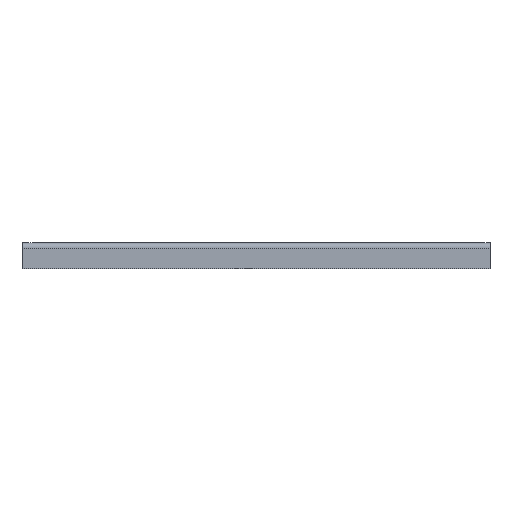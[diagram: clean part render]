
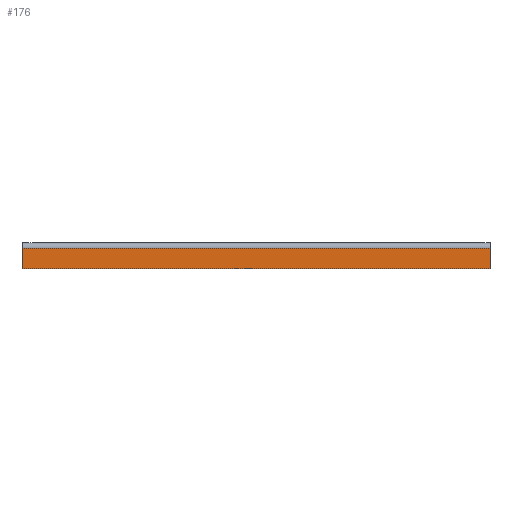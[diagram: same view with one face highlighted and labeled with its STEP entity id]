
A CAD part, front view. The second image highlights one B-rep face of the part: STEP entity #176.
In plain terms, the highlighted planar face has unit normal (0, -1, 0).
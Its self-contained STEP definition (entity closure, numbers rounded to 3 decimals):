
#11 = EDGE_CURVE ( 'NONE', #280, #689, #127, .T. ) ;
#24 = DIRECTION ( 'NONE',  ( 1., 0., 0. ) ) ;
#127 = LINE ( 'NONE', #615, #1014 ) ;
#151 = LINE ( 'NONE', #564, #503 ) ;
#166 = CARTESIAN_POINT ( 'NONE',  ( -225., -52.5, -5. ) ) ;
#176 = ADVANCED_FACE ( 'NONE', ( #674 ), #1013, .F. ) ;
#199 = CARTESIAN_POINT ( 'NONE',  ( 225., -52.5, -5. ) ) ;
#217 = DIRECTION ( 'NONE',  ( 0., 0., 1. ) ) ;
#280 = VERTEX_POINT ( 'NONE', #166 ) ;
#327 = VECTOR ( 'NONE', #24, 1000. ) ;
#334 = CARTESIAN_POINT ( 'NONE',  ( 225., -52.5, -25. ) ) ;
#415 = EDGE_CURVE ( 'NONE', #652, #789, #822, .T. ) ;
#426 = ORIENTED_EDGE ( 'NONE', *, *, #11, .T. ) ;
#477 = ORIENTED_EDGE ( 'NONE', *, *, #753, .T. ) ;
#483 = ORIENTED_EDGE ( 'NONE', *, *, #508, .T. ) ;
#503 = VECTOR ( 'NONE', #727, 1000. ) ;
#508 = EDGE_CURVE ( 'NONE', #689, #652, #975, .T. ) ;
#564 = CARTESIAN_POINT ( 'NONE',  ( -225., -52.5, -5. ) ) ;
#572 = CARTESIAN_POINT ( 'NONE',  ( 225., -52.5, -5. ) ) ;
#585 = ORIENTED_EDGE ( 'NONE', *, *, #415, .T. ) ;
#615 = CARTESIAN_POINT ( 'NONE',  ( -225., -52.5, -25. ) ) ;
#652 = VERTEX_POINT ( 'NONE', #806 ) ;
#659 = EDGE_LOOP ( 'NONE', ( #426, #483, #585, #477 ) ) ;
#674 = FACE_OUTER_BOUND ( 'NONE', #659, .T. ) ;
#686 = DIRECTION ( 'NONE',  ( 0., 1., 0. ) ) ;
#689 = VERTEX_POINT ( 'NONE', #963 ) ;
#698 = CARTESIAN_POINT ( 'NONE',  ( 0., -52.5, 0. ) ) ;
#714 = VECTOR ( 'NONE', #819, 1000. ) ;
#727 = DIRECTION ( 'NONE',  ( -1., 0., 0. ) ) ;
#753 = EDGE_CURVE ( 'NONE', #789, #280, #151, .T. ) ;
#789 = VERTEX_POINT ( 'NONE', #199 ) ;
#806 = CARTESIAN_POINT ( 'NONE',  ( 225., -52.5, -25. ) ) ;
#819 = DIRECTION ( 'NONE',  ( 0., 0., 1. ) ) ;
#822 = LINE ( 'NONE', #572, #714 ) ;
#899 = AXIS2_PLACEMENT_3D ( 'NONE', #698, #686, #217 ) ;
#937 = DIRECTION ( 'NONE',  ( 0., 0., -1. ) ) ;
#963 = CARTESIAN_POINT ( 'NONE',  ( -225., -52.5, -25. ) ) ;
#975 = LINE ( 'NONE', #334, #327 ) ;
#1013 = PLANE ( 'NONE',  #899 ) ;
#1014 = VECTOR ( 'NONE', #937, 1000. ) ;
